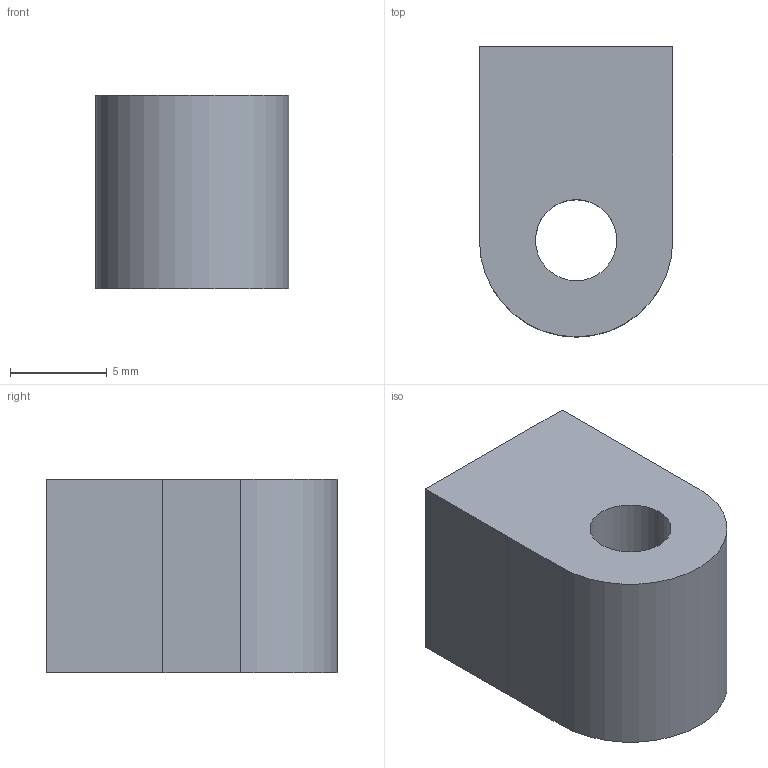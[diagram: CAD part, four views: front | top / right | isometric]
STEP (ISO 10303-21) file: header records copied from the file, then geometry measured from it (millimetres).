
FILE_DESCRIPTION(/* description */ (''),/* implementation_level */ '2;1');
FILE_NAME(/* name */ 'ENTRETOISE 2 FINALE v1 v1.step',/* time_stamp */ '2022-03-05T01:00:03+01:00',/* author */ (''),/* organization */ (''),/* preprocessor_version */ 'ST-DEVELOPER v18.1',/* originating_system */ 'Autodesk Translation Framework v10.13.0.1454',/* authorisation */ '');
FILE_SCHEMA (('AUTOMOTIVE_DESIGN { 1 0 10303 214 3 1 1 }'));
Length unit declared in the file: millimetre
Products named in the file (1): ENTRETOISE 2  FINALE v1
Bounding box: 10.01 x 15 x 10.01 mm (x, y, z)
Volume: 1201.2 mm3; surface area: 904.1 mm2
Topology: 1 solids, 1 shells, 14 faces, 35 edges, 23 vertices
Faces by surface type: plane 10, cylinder 3, cone 1
Full cylindrical faces by diameter (mm): 3.3 x1, 4.2 x1
Entity records: 449 total; most frequent: CARTESIAN_POINT 72, DIRECTION 70, ORIENTED_EDGE 68, EDGE_CURVE 34, LINE 28, VECTOR 28, VERTEX_POINT 23, AXIS2_PLACEMENT_3D 21
